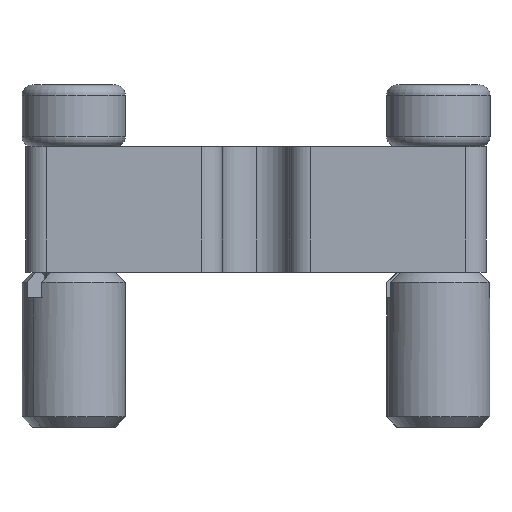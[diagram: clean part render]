
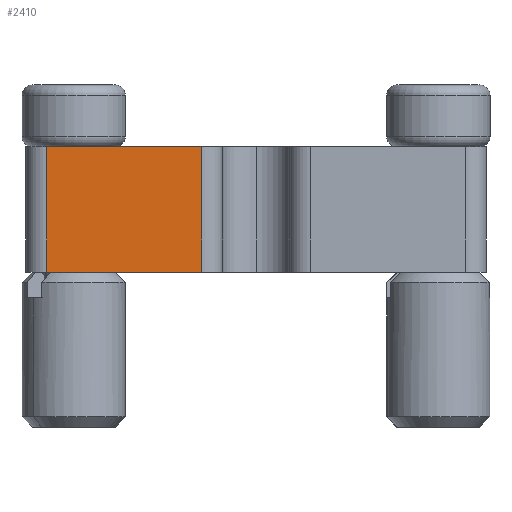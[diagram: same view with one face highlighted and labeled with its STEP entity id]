
A CAD part, left-side view. The second image highlights one B-rep face of the part: STEP entity #2410.
In plain terms, the highlighted planar face has unit normal (-1, 0, 0).
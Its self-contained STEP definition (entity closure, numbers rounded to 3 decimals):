
#69 = DIRECTION ( 'NONE',  ( 0., 0., -1. ) ) ;
#126 = DIRECTION ( 'NONE',  ( 0., 1., 0. ) ) ;
#154 = EDGE_CURVE ( 'NONE', #3235, #247, #2238, .T. ) ;
#161 = EDGE_LOOP ( 'NONE', ( #2648, #2457, #2223, #1722 ) ) ;
#197 = VERTEX_POINT ( 'NONE', #1393 ) ;
#247 = VERTEX_POINT ( 'NONE', #1092 ) ;
#355 = LINE ( 'NONE', #1150, #1450 ) ;
#363 = VECTOR ( 'NONE', #2718, 1000. ) ;
#443 = DIRECTION ( 'NONE',  ( 1., 0., 0. ) ) ;
#447 = EDGE_CURVE ( 'NONE', #3826, #197, #2703, .T. ) ;
#757 = VECTOR ( 'NONE', #2539, 1000. ) ;
#989 = CARTESIAN_POINT ( 'NONE',  ( 0., 0., 0. ) ) ;
#1092 = CARTESIAN_POINT ( 'NONE',  ( 0., 42.5, 0. ) ) ;
#1150 = CARTESIAN_POINT ( 'NONE',  ( 0., 0., 12.1 ) ) ;
#1206 = LINE ( 'NONE', #989, #757 ) ;
#1393 = CARTESIAN_POINT ( 'NONE',  ( 0., 27.5, 12.1 ) ) ;
#1426 = AXIS2_PLACEMENT_3D ( 'NONE', #2022, #443, #126 ) ;
#1450 = VECTOR ( 'NONE', #3041, 1000. ) ;
#1722 = ORIENTED_EDGE ( 'NONE', *, *, #447, .T. ) ;
#1740 = VECTOR ( 'NONE', #69, 1000. ) ;
#1971 = CARTESIAN_POINT ( 'NONE',  ( 0., 42.5, 12.1 ) ) ;
#2022 = CARTESIAN_POINT ( 'NONE',  ( 0., 0., 12.1 ) ) ;
#2069 = CARTESIAN_POINT ( 'NONE',  ( 0., 27.5, 12.1 ) ) ;
#2223 = ORIENTED_EDGE ( 'NONE', *, *, #3274, .T. ) ;
#2238 = LINE ( 'NONE', #1971, #1740 ) ;
#2410 = ADVANCED_FACE ( 'NONE', ( #2842 ), #3607, .F. ) ;
#2457 = ORIENTED_EDGE ( 'NONE', *, *, #154, .T. ) ;
#2539 = DIRECTION ( 'NONE',  ( 0., -1., 0. ) ) ;
#2560 = CARTESIAN_POINT ( 'NONE',  ( 0., 27.5, 0. ) ) ;
#2590 = EDGE_CURVE ( 'NONE', #3235, #197, #355, .T. ) ;
#2648 = ORIENTED_EDGE ( 'NONE', *, *, #2590, .F. ) ;
#2703 = LINE ( 'NONE', #2069, #363 ) ;
#2718 = DIRECTION ( 'NONE',  ( 0., 0., 1. ) ) ;
#2842 = FACE_OUTER_BOUND ( 'NONE', #161, .T. ) ;
#3041 = DIRECTION ( 'NONE',  ( 0., -1., 0. ) ) ;
#3114 = CARTESIAN_POINT ( 'NONE',  ( 0., 42.5, 12.1 ) ) ;
#3235 = VERTEX_POINT ( 'NONE', #3114 ) ;
#3274 = EDGE_CURVE ( 'NONE', #247, #3826, #1206, .T. ) ;
#3607 = PLANE ( 'NONE',  #1426 ) ;
#3826 = VERTEX_POINT ( 'NONE', #2560 ) ;
